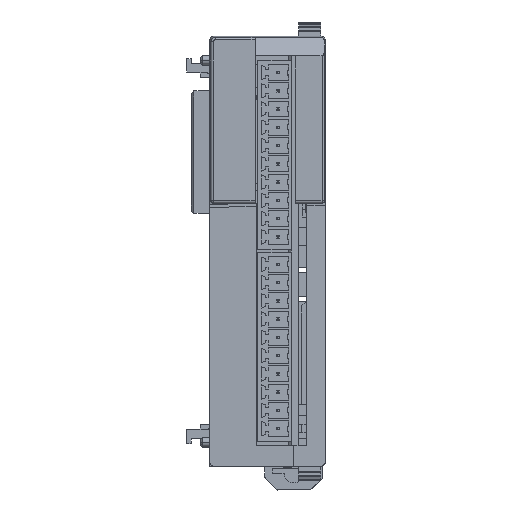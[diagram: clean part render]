
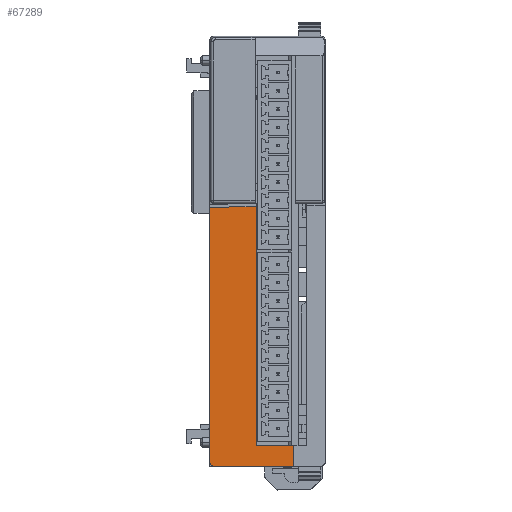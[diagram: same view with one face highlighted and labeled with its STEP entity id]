
A CAD part, front view. The second image highlights one B-rep face of the part: STEP entity #67289.
In plain terms, the highlighted planar face has unit normal (0, -1, 0).
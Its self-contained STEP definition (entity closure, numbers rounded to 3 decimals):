
#50810=CARTESIAN_POINT('',(31.7,-24.571,-43.59));
#50811=VERTEX_POINT('',#50810);
#50818=CARTESIAN_POINT('',(31.7,-24.549,9.476));
#50819=VERTEX_POINT('',#50818);
#50820=CARTESIAN_POINT('',(31.7,-24.571,-43.59));
#50821=DIRECTION('',(0.,0.,1.));
#50822=VECTOR('',#50821,53.066);
#50823=LINE('',#50820,#50822);
#50824=EDGE_CURVE('',#50811,#50819,#50823,.T.);
#53657=CARTESIAN_POINT('',(49.25,-24.569,-40.27));
#53658=VERTEX_POINT('',#53657);
#53665=CARTESIAN_POINT('',(49.25,-24.571,-44.59));
#53666=VERTEX_POINT('',#53665);
#53667=CARTESIAN_POINT('',(49.25,-24.569,-40.27));
#53668=DIRECTION('',(0.,0.,-1.));
#53669=VECTOR('',#53668,4.32);
#53670=LINE('',#53667,#53669);
#53671=EDGE_CURVE('',#53658,#53666,#53670,.T.);
#61067=CARTESIAN_POINT('',(32.7,-24.571,-44.59));
#61068=VERTEX_POINT('',#61067);
#61098=CARTESIAN_POINT('',(49.25,-24.571,-44.59));
#61099=DIRECTION('',(-1.,0.,0.));
#61100=VECTOR('',#61099,16.55);
#61101=LINE('',#61098,#61100);
#61102=EDGE_CURVE('',#53666,#61068,#61101,.T.);
#66825=CARTESIAN_POINT('',(41.4,-24.549,9.561));
#66826=VERTEX_POINT('',#66825);
#66833=CARTESIAN_POINT('',(41.4,-24.569,-40.27));
#66834=VERTEX_POINT('',#66833);
#66835=CARTESIAN_POINT('',(41.4,-24.549,9.561));
#66836=DIRECTION('',(0.,0.,-1.));
#66837=VECTOR('',#66836,49.831);
#66838=LINE('',#66835,#66837);
#66839=EDGE_CURVE('',#66826,#66834,#66838,.T.);
#67253=CARTESIAN_POINT('',(32.7,-24.571,-43.59));
#67254=DIRECTION('',(0.,0.,-1.));
#67255=DIRECTION('',(0.,1.,0.));
#67256=AXIS2_PLACEMENT_3D('',#67253,#67255,#67254);
#67257=CIRCLE('',#67256,1.);
#67258=EDGE_CURVE('',#61068,#50811,#67257,.T.);
#67265=CARTESIAN_POINT('',(49.25,-24.57,-42.371));
#67266=DIRECTION('',(0.,0.,-1.));
#67267=DIRECTION('',(0.,-1.,0.));
#67268=AXIS2_PLACEMENT_3D('',#67265,#67267,#67266);
#67269=PLANE('',#67268);
#67270=ORIENTED_EDGE('',*,*,#67258,.F.);
#67271=ORIENTED_EDGE('',*,*,#61102,.F.);
#67272=ORIENTED_EDGE('',*,*,#53671,.F.);
#67273=CARTESIAN_POINT('',(49.25,-24.569,-40.27));
#67274=DIRECTION('',(-1.,0.,0.));
#67275=VECTOR('',#67274,7.85);
#67276=LINE('',#67273,#67275);
#67277=EDGE_CURVE('',#53658,#66834,#67276,.T.);
#67278=ORIENTED_EDGE('',*,*,#67277,.T.);
#67279=ORIENTED_EDGE('',*,*,#66839,.F.);
#67280=CARTESIAN_POINT('',(41.4,-24.549,9.561));
#67281=DIRECTION('',(-1.,0.,-0.009));
#67282=VECTOR('',#67281,9.7);
#67283=LINE('',#67280,#67282);
#67284=EDGE_CURVE('',#66826,#50819,#67283,.T.);
#67285=ORIENTED_EDGE('',*,*,#67284,.T.);
#67286=ORIENTED_EDGE('',*,*,#50824,.F.);
#67287=EDGE_LOOP('',(#67270,#67271,#67272,#67278,#67279,#67285,#67286));
#67288=FACE_OUTER_BOUND('',#67287,.T.);
#67289=ADVANCED_FACE('',(#67288),#67269,.T.);
